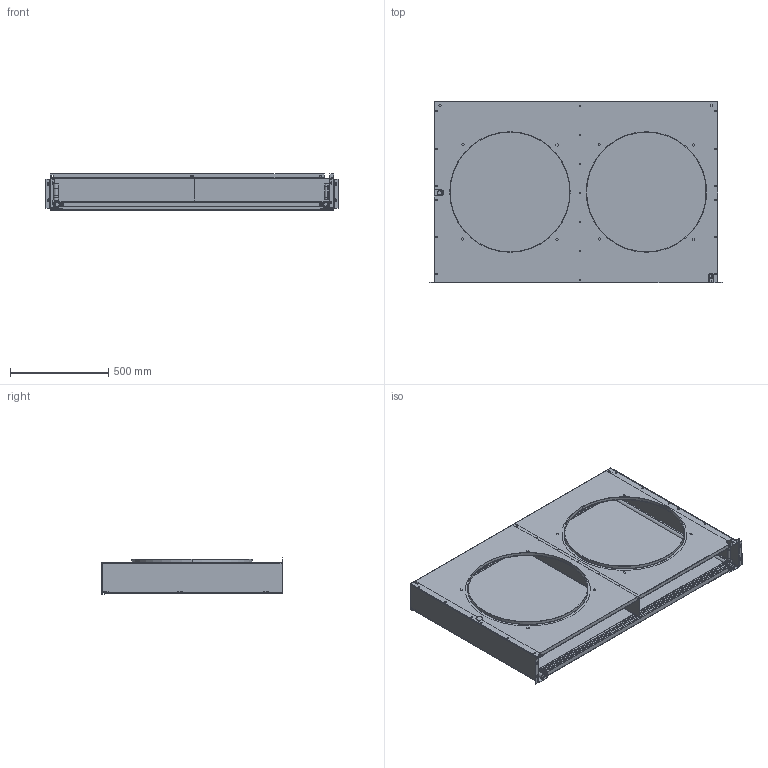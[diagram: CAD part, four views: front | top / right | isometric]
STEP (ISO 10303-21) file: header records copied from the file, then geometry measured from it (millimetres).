
FILE_DESCRIPTION (( 'STEP AP203' ), '1' );
FILE_NAME ('119-8688.STEP', '2024-12-03T22:29:50', ( '' ), ( '' ), 'SwSTEP 2.0', 'SolidWorks 2022', '' );
FILE_SCHEMA (( 'CONFIG_CONTROL_DESIGN' ));
Length unit declared in the file: millimetre
Products named in the file (5): 021Z0646; 119-8273P01_Valor predeterminado; 119-8273P03_Valor predeterminado; 119-8273P02_Valor predeterminado; 119-8688
Assembly tree (4 placements, depth 2):
  119-8688
    119-8273P01_Valor predeterminado
    021Z0646
    119-8273P02_Valor predeterminado
    119-8273P03_Valor predeterminado
Bounding box: 1489 x 927 x 185.3 mm (x, y, z)
Volume: 3124920 mm3; surface area: 7036821.4 mm2
Topology: 10 solids, 175 shells, 1090 faces, 3707 edges, 2755 vertices
Faces by surface type: plane 671, cylinder 343, torus 52, bspline 18, cone 6
Entity records: 41812 total; most frequent: CARTESIAN_POINT 8578, DIRECTION 7125, ORIENTED_EDGE 5764, EDGE_CURVE 3707, VERTEX_POINT 2755, LINE 2433, VECTOR 2433, AXIS2_PLACEMENT_3D 2346
